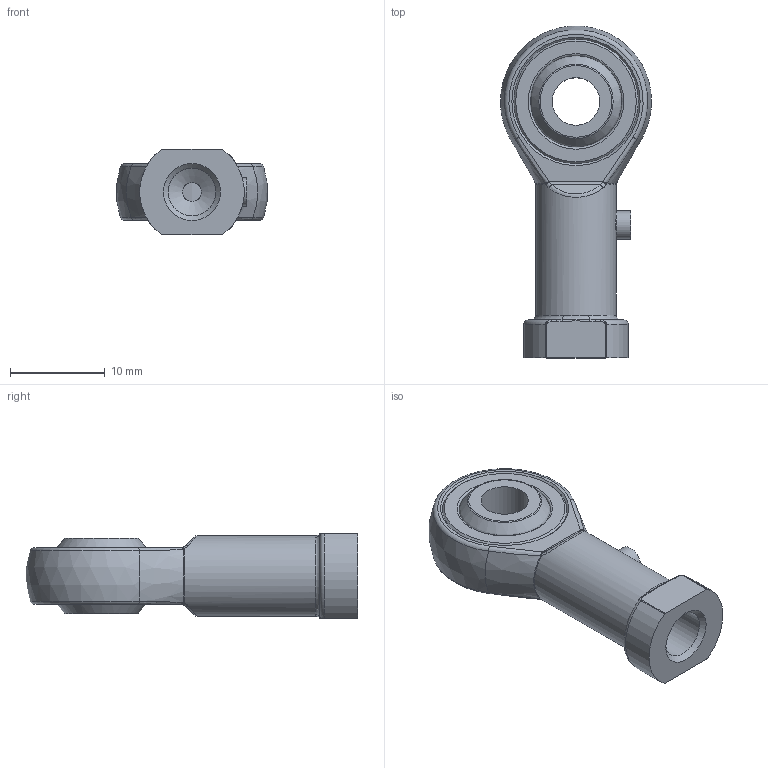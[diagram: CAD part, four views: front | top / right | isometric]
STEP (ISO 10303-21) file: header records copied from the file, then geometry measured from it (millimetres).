
FILE_DESCRIPTION (( 'STEP AP214' ), '1' );
FILE_NAME ('73.01.07.0001L.step', '2021-04-02T18:55:57', ( '' ), ( '' ), 'SwSTEP 2.0', 'SolidWorks 2021', '' );
FILE_SCHEMA (( 'AUTOMOTIVE_DESIGN' ));
Length unit declared in the file: millimetre
Products named in the file (1): 73.01.07.0001L
Bounding box: 15.89 x 34.95 x 9 mm (x, y, z)
Volume: 2103.2 mm3; surface area: 2520.8 mm2
Topology: 4 solids, 4 shells, 96 faces, 221 edges, 130 vertices
Faces by surface type: bspline 34, cylinder 22, plane 17, torus 12, cone 8, sphere 3
Full cylindrical faces by diameter (mm): 2 x4, 3 x1, 5 x2, 8.5 x1, 13.11 x2
Entity records: 3407 total; most frequent: CARTESIAN_POINT 1553, ORIENTED_EDGE 368, DIRECTION 332, EDGE_CURVE 184, AXIS2_PLACEMENT_3D 155, EDGE_LOOP 130, VERTEX_POINT 120, FACE_OUTER_BOUND 108
